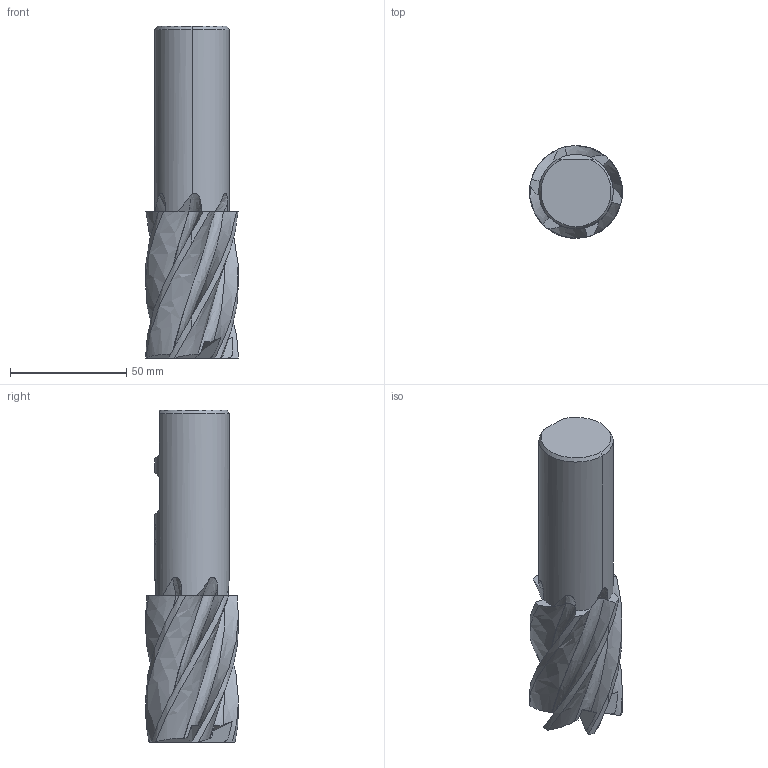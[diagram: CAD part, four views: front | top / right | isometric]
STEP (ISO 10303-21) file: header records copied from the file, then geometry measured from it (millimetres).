
FILE_DESCRIPTION(('no description'),'unknown implementation level');
FILE_NAME('solid_FPeQ27ne5I7Uakn2NMXSXqRlyE_1.STP',' ',('CIM GmbH Aachen'),('CADClick - KiM GmbH - www.kimweb.de'),'unknown preprocess','ACIS','unknown authorization');
FILE_SCHEMA(('automotive_design'));
Length unit declared in the file: millimetre
Products named in the file (1): 1
Bounding box: 40 x 40 x 143 mm (x, y, z)
Volume: 108399.1 mm3; surface area: 20843.1 mm2
Topology: 1 solids, 1 shells, 130 faces, 347 edges, 218 vertices
Faces by surface type: plane 67, bspline 24, revolution 18, cone 12, cylinder 9
Entity records: 16502 total; most frequent: CARTESIAN_POINT 9727, STYLED_ITEM 696, PRESENTATION_STYLE_ASSIGNMENT 696, COLOUR_RGB 696, ORIENTED_EDGE 694, DIRECTION 464, EDGE_CURVE 347, CURVE_STYLE 347
